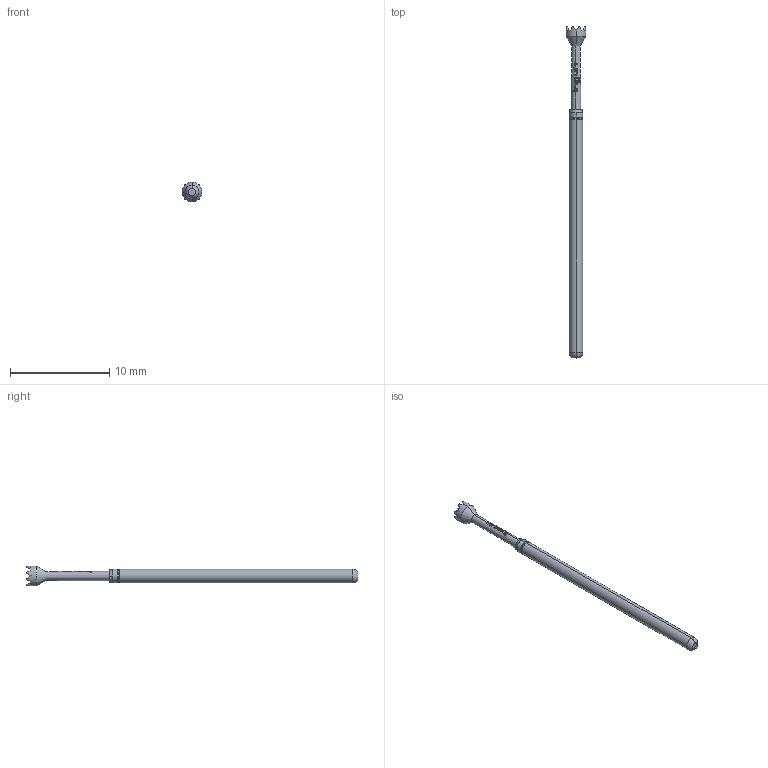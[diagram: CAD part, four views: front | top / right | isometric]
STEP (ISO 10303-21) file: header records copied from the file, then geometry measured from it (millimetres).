
FILE_DESCRIPTION (( 'STEP AP203' ), '1' );
FILE_NAME ('INGUN_GKS-100_306_200_A_xx00.STEP', '2021-10-29T08:53:48', ( 'ochi' ), ( '' ), 'SwSTEP 2.0', 'SolidWorks 2018', '' );
FILE_SCHEMA (( 'CONFIG_CONTROL_DESIGN' ));
Length unit declared in the file: millimetre
Products named in the file (1): INGUN_GKS-100_306_200_A_xx00
Bounding box: 2 x 33.4 x 2 mm (x, y, z)
Volume: 44.6 mm3; surface area: 143.6 mm2
Topology: 1 solids, 1 shells, 153 faces, 375 edges, 226 vertices
Faces by surface type: bspline 61, plane 58, cone 16, torus 10, cylinder 8
Entity records: 5521 total; most frequent: CARTESIAN_POINT 2535, ORIENTED_EDGE 750, EDGE_CURVE 375, DIRECTION 364, VERTEX_POINT 226, B_SPLINE_CURVE_WITH_KNOTS 205, EDGE_LOOP 155, FACE_OUTER_BOUND 153
